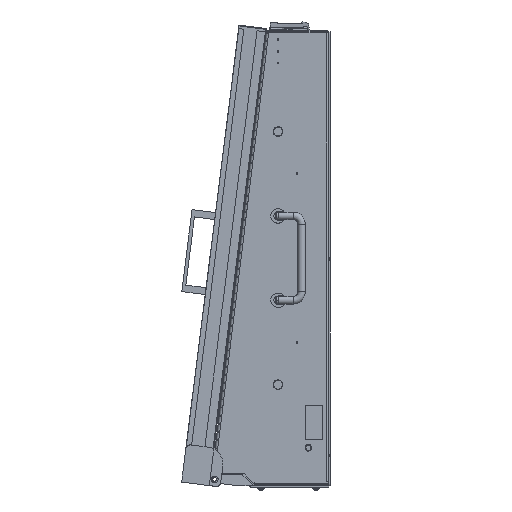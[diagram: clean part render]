
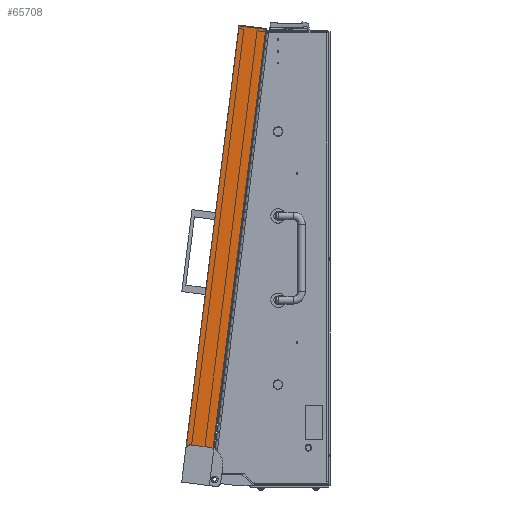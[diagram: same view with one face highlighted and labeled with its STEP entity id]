
A CAD part, left-side view. The second image highlights one B-rep face of the part: STEP entity #65708.
In plain terms, the highlighted planar face has unit normal (-1, 0, 0).
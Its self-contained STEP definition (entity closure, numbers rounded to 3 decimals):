
#158 = EDGE_CURVE ( 'NONE', #24107, #58227, #38150, .T. ) ;
#4469 = DIRECTION ( 'NONE',  ( 0., 0., 1. ) ) ;
#4734 = VERTEX_POINT ( 'NONE', #60449 ) ;
#7242 = AXIS2_PLACEMENT_3D ( 'NONE', #46605, #17046, #70885 ) ;
#7331 = EDGE_CURVE ( 'NONE', #24107, #4734, #13358, .T. ) ;
#8505 = CARTESIAN_POINT ( 'NONE',  ( -327.5, 33., -233. ) ) ;
#9739 = EDGE_CURVE ( 'NONE', #4734, #74532, #27683, .T. ) ;
#12958 = CARTESIAN_POINT ( 'NONE',  ( -327.5, 33., -273. ) ) ;
#13358 = LINE ( 'NONE', #12958, #32530 ) ;
#13923 = ORIENTED_EDGE ( 'NONE', *, *, #9739, .F. ) ;
#17046 = DIRECTION ( 'NONE',  ( 1., 0., 0. ) ) ;
#17482 = ORIENTED_EDGE ( 'NONE', *, *, #24897, .F. ) ;
#19486 = DIRECTION ( 'NONE',  ( 0., 1., 0. ) ) ;
#24107 = VERTEX_POINT ( 'NONE', #8505 ) ;
#24897 = EDGE_CURVE ( 'NONE', #71419, #65094, #41104, .T. ) ;
#25235 = DIRECTION ( 'NONE',  ( 0., 0., -1. ) ) ;
#25333 = EDGE_CURVE ( 'NONE', #65094, #58227, #32032, .T. ) ;
#27683 = LINE ( 'NONE', #51521, #28117 ) ;
#28117 = VECTOR ( 'NONE', #52733, 1000. ) ;
#29820 = DIRECTION ( 'NONE',  ( 0., 0., -1. ) ) ;
#30212 = EDGE_CURVE ( 'NONE', #71419, #74532, #46219, .T. ) ;
#32032 = LINE ( 'NONE', #62374, #39891 ) ;
#32530 = VECTOR ( 'NONE', #50177, 1000. ) ;
#34491 = CARTESIAN_POINT ( 'NONE',  ( -327.5, 0., -273. ) ) ;
#38150 = CIRCLE ( 'NONE', #48472, 5. ) ;
#39891 = VECTOR ( 'NONE', #19486, 1000. ) ;
#41044 = CARTESIAN_POINT ( 'NONE',  ( -327.5, 0., -229.265 ) ) ;
#41104 = CIRCLE ( 'NONE', #72093, 20. ) ;
#42393 = EDGE_LOOP ( 'NONE', ( #68150, #17482, #79500, #13923, #50239, #75195 ) ) ;
#46219 = LINE ( 'NONE', #34491, #46732 ) ;
#46605 = CARTESIAN_POINT ( 'NONE',  ( -327.5, 33., -273. ) ) ;
#46732 = VECTOR ( 'NONE', #4469, 1000. ) ;
#48421 = DIRECTION ( 'NONE',  ( 1., 0., 0. ) ) ;
#48472 = AXIS2_PLACEMENT_3D ( 'NONE', #55280, #48421, #29820 ) ;
#50177 = DIRECTION ( 'NONE',  ( 0., 0., 1. ) ) ;
#50239 = ORIENTED_EDGE ( 'NONE', *, *, #7331, .F. ) ;
#51521 = CARTESIAN_POINT ( 'NONE',  ( -327.5, 33., 273. ) ) ;
#52733 = DIRECTION ( 'NONE',  ( 0., -1., 0. ) ) ;
#55280 = CARTESIAN_POINT ( 'NONE',  ( -327.5, 28., -233. ) ) ;
#55575 = DIRECTION ( 'NONE',  ( -1., 0., 0. ) ) ;
#57725 = CARTESIAN_POINT ( 'NONE',  ( -327.5, 7., -228. ) ) ;
#58227 = VERTEX_POINT ( 'NONE', #64524 ) ;
#60449 = CARTESIAN_POINT ( 'NONE',  ( -327.5, 33., 273. ) ) ;
#62374 = CARTESIAN_POINT ( 'NONE',  ( -327.5, 33., -228. ) ) ;
#64524 = CARTESIAN_POINT ( 'NONE',  ( -327.5, 28., -228. ) ) ;
#65094 = VERTEX_POINT ( 'NONE', #57725 ) ;
#65708 = ADVANCED_FACE ( 'NONE', ( #76926 ), #77333, .F. ) ;
#68150 = ORIENTED_EDGE ( 'NONE', *, *, #25333, .F. ) ;
#68532 = CARTESIAN_POINT ( 'NONE',  ( -327.5, 7., -248. ) ) ;
#70885 = DIRECTION ( 'NONE',  ( 0., 0., -1. ) ) ;
#71419 = VERTEX_POINT ( 'NONE', #41044 ) ;
#72093 = AXIS2_PLACEMENT_3D ( 'NONE', #68532, #55575, #25235 ) ;
#72169 = CARTESIAN_POINT ( 'NONE',  ( -327.5, 0., 273. ) ) ;
#74532 = VERTEX_POINT ( 'NONE', #72169 ) ;
#75195 = ORIENTED_EDGE ( 'NONE', *, *, #158, .T. ) ;
#76926 = FACE_OUTER_BOUND ( 'NONE', #42393, .T. ) ;
#77333 = PLANE ( 'NONE',  #7242 ) ;
#79500 = ORIENTED_EDGE ( 'NONE', *, *, #30212, .T. ) ;
